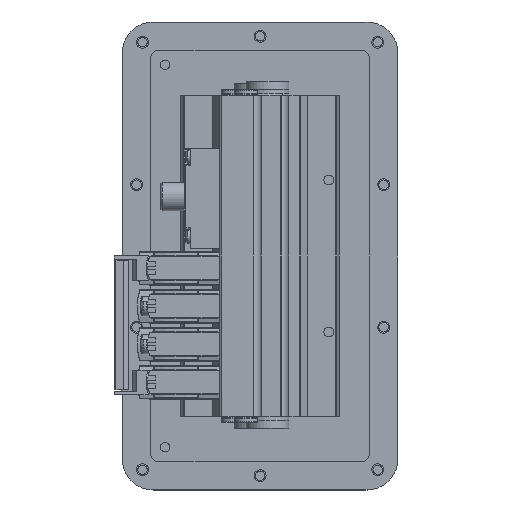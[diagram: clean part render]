
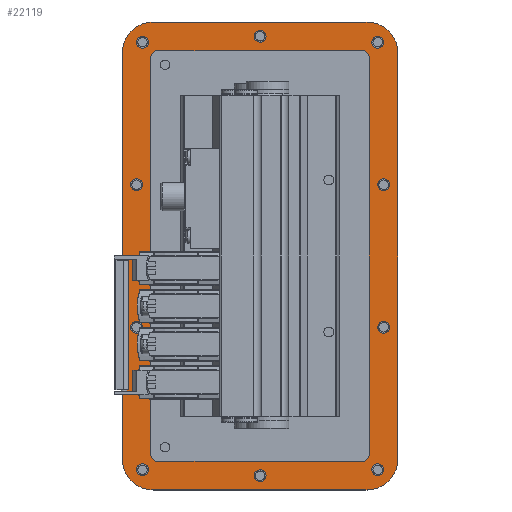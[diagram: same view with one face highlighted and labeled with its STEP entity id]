
A CAD part, left-side view. The second image highlights one B-rep face of the part: STEP entity #22119.
In plain terms, the highlighted face is planar.
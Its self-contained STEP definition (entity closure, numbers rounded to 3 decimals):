
#1254=PLANE('',#24550);
#2944=LINE('',#38309,#4660);
#2948=LINE('',#38321,#4664);
#2951=LINE('',#38332,#4667);
#2954=LINE('',#38341,#4670);
#2958=LINE('',#38354,#4674);
#2961=LINE('',#38360,#4677);
#2962=LINE('',#38364,#4678);
#2963=LINE('',#38368,#4679);
#4660=VECTOR('',#30806,10.);
#4664=VECTOR('',#30818,10.);
#4667=VECTOR('',#30829,10.);
#4670=VECTOR('',#30840,10.);
#4674=VECTOR('',#30852,10.);
#4677=VECTOR('',#30857,10.);
#4678=VECTOR('',#30860,10.);
#4679=VECTOR('',#30863,10.);
#5255=FACE_BOUND('',#8345,.T.);
#5256=FACE_BOUND('',#8346,.T.);
#5257=FACE_BOUND('',#8347,.T.);
#5258=FACE_BOUND('',#8348,.T.);
#5259=FACE_BOUND('',#8349,.T.);
#5260=FACE_BOUND('',#8350,.T.);
#5261=FACE_BOUND('',#8351,.T.);
#5262=FACE_BOUND('',#8352,.T.);
#5263=FACE_BOUND('',#8353,.T.);
#5264=FACE_BOUND('',#8354,.T.);
#5265=FACE_BOUND('',#8355,.T.);
#6533=FACE_OUTER_BOUND('',#8344,.T.);
#8344=EDGE_LOOP('',(#20082,#20083,#20084,#20085,#20086,#20087,#20088,#20089));
#8345=EDGE_LOOP('',(#20090,#20091,#20092,#20093,#20094,#20095,#20096,#20097));
#8346=EDGE_LOOP('',(#20098));
#8347=EDGE_LOOP('',(#20099));
#8348=EDGE_LOOP('',(#20100));
#8349=EDGE_LOOP('',(#20101));
#8350=EDGE_LOOP('',(#20102));
#8351=EDGE_LOOP('',(#20103));
#8352=EDGE_LOOP('',(#20104));
#8353=EDGE_LOOP('',(#20105));
#8354=EDGE_LOOP('',(#20106));
#8355=EDGE_LOOP('',(#20107));
#9491=CIRCLE('',#24532,3.);
#9493=CIRCLE('',#24536,3.);
#9495=CIRCLE('',#24540,3.);
#9497=CIRCLE('',#24544,3.);
#9498=CIRCLE('',#24547,13.);
#9500=CIRCLE('',#24551,13.);
#9501=CIRCLE('',#24552,13.);
#9502=CIRCLE('',#24553,13.);
#9503=CIRCLE('',#24554,2.5);
#9504=CIRCLE('',#24555,2.5);
#9505=CIRCLE('',#24556,2.5);
#9506=CIRCLE('',#24557,2.5);
#9507=CIRCLE('',#24558,2.5);
#9508=CIRCLE('',#24559,2.5);
#9509=CIRCLE('',#24560,2.5);
#9510=CIRCLE('',#24561,2.5);
#9511=CIRCLE('',#24562,2.5);
#9512=CIRCLE('',#24563,2.5);
#11532=VERTEX_POINT('',#38299);
#11533=VERTEX_POINT('',#38301);
#11535=VERTEX_POINT('',#38307);
#11537=VERTEX_POINT('',#38313);
#11539=VERTEX_POINT('',#38319);
#11542=VERTEX_POINT('',#38326);
#11543=VERTEX_POINT('',#38328);
#11545=VERTEX_POINT('',#38337);
#11546=VERTEX_POINT('',#38344);
#11547=VERTEX_POINT('',#38345);
#11550=VERTEX_POINT('',#38353);
#11552=VERTEX_POINT('',#38359);
#11553=VERTEX_POINT('',#38361);
#11554=VERTEX_POINT('',#38363);
#11555=VERTEX_POINT('',#38365);
#11556=VERTEX_POINT('',#38367);
#11557=VERTEX_POINT('',#38370);
#11558=VERTEX_POINT('',#38372);
#11559=VERTEX_POINT('',#38374);
#11560=VERTEX_POINT('',#38376);
#11561=VERTEX_POINT('',#38378);
#11562=VERTEX_POINT('',#38380);
#11563=VERTEX_POINT('',#38382);
#11564=VERTEX_POINT('',#38384);
#11565=VERTEX_POINT('',#38386);
#11566=VERTEX_POINT('',#38388);
#14413=EDGE_CURVE('',#11532,#11533,#9491,.T.);
#14417=EDGE_CURVE('',#11532,#11535,#2944,.T.);
#14420=EDGE_CURVE('',#11537,#11535,#9493,.T.);
#14423=EDGE_CURVE('',#11537,#11539,#2948,.T.);
#14426=EDGE_CURVE('',#11542,#11543,#9495,.T.);
#14428=EDGE_CURVE('',#11542,#11533,#2951,.T.);
#14432=EDGE_CURVE('',#11545,#11539,#9497,.T.);
#14433=EDGE_CURVE('',#11545,#11543,#2954,.T.);
#14435=EDGE_CURVE('',#11546,#11547,#9498,.T.);
#14439=EDGE_CURVE('',#11550,#11547,#2958,.T.);
#14442=EDGE_CURVE('',#11546,#11552,#2961,.T.);
#14443=EDGE_CURVE('',#11553,#11552,#9500,.T.);
#14444=EDGE_CURVE('',#11553,#11554,#2962,.T.);
#14445=EDGE_CURVE('',#11555,#11554,#9501,.T.);
#14446=EDGE_CURVE('',#11555,#11556,#2963,.T.);
#14447=EDGE_CURVE('',#11550,#11556,#9502,.T.);
#14448=EDGE_CURVE('',#11557,#11557,#9503,.T.);
#14449=EDGE_CURVE('',#11558,#11558,#9504,.T.);
#14450=EDGE_CURVE('',#11559,#11559,#9505,.T.);
#14451=EDGE_CURVE('',#11560,#11560,#9506,.T.);
#14452=EDGE_CURVE('',#11561,#11561,#9507,.T.);
#14453=EDGE_CURVE('',#11562,#11562,#9508,.T.);
#14454=EDGE_CURVE('',#11563,#11563,#9509,.T.);
#14455=EDGE_CURVE('',#11564,#11564,#9510,.T.);
#14456=EDGE_CURVE('',#11565,#11565,#9511,.T.);
#14457=EDGE_CURVE('',#11566,#11566,#9512,.T.);
#20082=ORIENTED_EDGE('',*,*,#14435,.F.);
#20083=ORIENTED_EDGE('',*,*,#14442,.T.);
#20084=ORIENTED_EDGE('',*,*,#14443,.F.);
#20085=ORIENTED_EDGE('',*,*,#14444,.T.);
#20086=ORIENTED_EDGE('',*,*,#14445,.F.);
#20087=ORIENTED_EDGE('',*,*,#14446,.T.);
#20088=ORIENTED_EDGE('',*,*,#14447,.F.);
#20089=ORIENTED_EDGE('',*,*,#14439,.T.);
#20090=ORIENTED_EDGE('',*,*,#14417,.T.);
#20091=ORIENTED_EDGE('',*,*,#14420,.F.);
#20092=ORIENTED_EDGE('',*,*,#14423,.T.);
#20093=ORIENTED_EDGE('',*,*,#14432,.F.);
#20094=ORIENTED_EDGE('',*,*,#14433,.T.);
#20095=ORIENTED_EDGE('',*,*,#14426,.F.);
#20096=ORIENTED_EDGE('',*,*,#14428,.T.);
#20097=ORIENTED_EDGE('',*,*,#14413,.F.);
#20098=ORIENTED_EDGE('',*,*,#14448,.T.);
#20099=ORIENTED_EDGE('',*,*,#14449,.T.);
#20100=ORIENTED_EDGE('',*,*,#14450,.T.);
#20101=ORIENTED_EDGE('',*,*,#14451,.T.);
#20102=ORIENTED_EDGE('',*,*,#14452,.T.);
#20103=ORIENTED_EDGE('',*,*,#14453,.T.);
#20104=ORIENTED_EDGE('',*,*,#14454,.T.);
#20105=ORIENTED_EDGE('',*,*,#14455,.T.);
#20106=ORIENTED_EDGE('',*,*,#14456,.T.);
#20107=ORIENTED_EDGE('',*,*,#14457,.T.);
#22119=ADVANCED_FACE('',(#6533,#5255,#5256,#5257,#5258,#5259,#5260,#5261,
#5262,#5263,#5264,#5265),#1254,.T.);
#24532=AXIS2_PLACEMENT_3D('',#38302,#30799,#30800);
#24536=AXIS2_PLACEMENT_3D('',#38315,#30812,#30813);
#24540=AXIS2_PLACEMENT_3D('',#38329,#30824,#30825);
#24544=AXIS2_PLACEMENT_3D('',#38339,#30836,#30837);
#24547=AXIS2_PLACEMENT_3D('',#38346,#30844,#30845);
#24550=AXIS2_PLACEMENT_3D('',#38358,#30855,#30856);
#24551=AXIS2_PLACEMENT_3D('',#38362,#30858,#30859);
#24552=AXIS2_PLACEMENT_3D('',#38366,#30861,#30862);
#24553=AXIS2_PLACEMENT_3D('',#38369,#30864,#30865);
#24554=AXIS2_PLACEMENT_3D('',#38371,#30866,#30867);
#24555=AXIS2_PLACEMENT_3D('',#38373,#30868,#30869);
#24556=AXIS2_PLACEMENT_3D('',#38375,#30870,#30871);
#24557=AXIS2_PLACEMENT_3D('',#38377,#30872,#30873);
#24558=AXIS2_PLACEMENT_3D('',#38379,#30874,#30875);
#24559=AXIS2_PLACEMENT_3D('',#38381,#30876,#30877);
#24560=AXIS2_PLACEMENT_3D('',#38383,#30878,#30879);
#24561=AXIS2_PLACEMENT_3D('',#38385,#30880,#30881);
#24562=AXIS2_PLACEMENT_3D('',#38387,#30882,#30883);
#24563=AXIS2_PLACEMENT_3D('',#38389,#30884,#30885);
#30799=DIRECTION('center_axis',(1.,0.,0.));
#30800=DIRECTION('ref_axis',(0.,-0.707,0.707));
#30806=DIRECTION('',(0.,1.,0.));
#30812=DIRECTION('center_axis',(1.,0.,0.));
#30813=DIRECTION('ref_axis',(0.,0.707,0.707));
#30818=DIRECTION('',(0.,0.,-1.));
#30824=DIRECTION('center_axis',(1.,0.,0.));
#30825=DIRECTION('ref_axis',(0.,-0.707,-0.707));
#30829=DIRECTION('',(0.,0.,1.));
#30836=DIRECTION('center_axis',(1.,0.,0.));
#30837=DIRECTION('ref_axis',(0.,0.707,-0.707));
#30840=DIRECTION('',(0.,-1.,0.));
#30844=DIRECTION('center_axis',(-1.,0.,0.));
#30845=DIRECTION('ref_axis',(0.,0.707,-0.707));
#30852=DIRECTION('',(0.,1.,0.));
#30855=DIRECTION('center_axis',(1.,0.,0.));
#30856=DIRECTION('ref_axis',(0.,0.,-1.));
#30857=DIRECTION('',(0.,0.,1.));
#30858=DIRECTION('center_axis',(-1.,0.,0.));
#30859=DIRECTION('ref_axis',(0.,0.707,0.707));
#30860=DIRECTION('',(0.,-1.,0.));
#30861=DIRECTION('center_axis',(-1.,0.,0.));
#30862=DIRECTION('ref_axis',(0.,-0.707,0.707));
#30863=DIRECTION('',(0.,0.,-1.));
#30864=DIRECTION('center_axis',(-1.,0.,0.));
#30865=DIRECTION('ref_axis',(0.,-0.707,-0.707));
#30866=DIRECTION('center_axis',(-1.,0.,0.));
#30867=DIRECTION('ref_axis',(0.,-1.,0.));
#30868=DIRECTION('center_axis',(-1.,0.,0.));
#30869=DIRECTION('ref_axis',(0.,-1.,0.));
#30870=DIRECTION('center_axis',(-1.,0.,0.));
#30871=DIRECTION('ref_axis',(0.,-1.,0.));
#30872=DIRECTION('center_axis',(-1.,0.,0.));
#30873=DIRECTION('ref_axis',(0.,-1.,0.));
#30874=DIRECTION('center_axis',(-1.,0.,0.));
#30875=DIRECTION('ref_axis',(0.,-1.,0.));
#30876=DIRECTION('center_axis',(-1.,0.,0.));
#30877=DIRECTION('ref_axis',(0.,-1.,0.));
#30878=DIRECTION('center_axis',(-1.,0.,0.));
#30879=DIRECTION('ref_axis',(0.,-1.,0.));
#30880=DIRECTION('center_axis',(-1.,0.,0.));
#30881=DIRECTION('ref_axis',(0.,-1.,0.));
#30882=DIRECTION('center_axis',(-1.,0.,0.));
#30883=DIRECTION('ref_axis',(0.,-1.,0.));
#30884=DIRECTION('center_axis',(-1.,0.,0.));
#30885=DIRECTION('ref_axis',(0.,-1.,0.));
#38299=CARTESIAN_POINT('',(2.,-43.,86.5));
#38301=CARTESIAN_POINT('',(2.,-46.,83.5));
#38302=CARTESIAN_POINT('Origin',(2.,-43.,83.5));
#38307=CARTESIAN_POINT('',(2.,43.,86.5));
#38309=CARTESIAN_POINT('',(2.,23.,86.5));
#38313=CARTESIAN_POINT('',(2.,46.,83.5));
#38315=CARTESIAN_POINT('Origin',(2.,43.,83.5));
#38319=CARTESIAN_POINT('',(2.,46.,-83.5));
#38321=CARTESIAN_POINT('',(2.,46.,-43.25));
#38326=CARTESIAN_POINT('',(2.,-46.,-83.5));
#38328=CARTESIAN_POINT('',(2.,-43.,-86.5));
#38329=CARTESIAN_POINT('Origin',(2.,-43.,-83.5));
#38332=CARTESIAN_POINT('',(2.,-46.,43.25));
#38337=CARTESIAN_POINT('',(2.,43.,-86.5));
#38339=CARTESIAN_POINT('Origin',(2.,43.,-83.5));
#38341=CARTESIAN_POINT('',(2.,-23.,-86.5));
#38344=CARTESIAN_POINT('',(2.,58.,-85.5));
#38345=CARTESIAN_POINT('',(2.,45.,-98.5));
#38346=CARTESIAN_POINT('Origin',(2.,45.,-85.5));
#38353=CARTESIAN_POINT('',(2.,-45.,-98.5));
#38354=CARTESIAN_POINT('',(2.,-58.,-98.5));
#38358=CARTESIAN_POINT('Origin',(2.,0.,0.));
#38359=CARTESIAN_POINT('',(2.,58.,85.5));
#38360=CARTESIAN_POINT('',(2.,58.,-98.5));
#38361=CARTESIAN_POINT('',(2.,45.,98.5));
#38362=CARTESIAN_POINT('Origin',(2.,45.,85.5));
#38363=CARTESIAN_POINT('',(2.,-45.,98.5));
#38364=CARTESIAN_POINT('',(2.,58.,98.5));
#38365=CARTESIAN_POINT('',(2.,-58.,85.5));
#38366=CARTESIAN_POINT('Origin',(2.,-45.,85.5));
#38367=CARTESIAN_POINT('',(2.,-58.,-85.5));
#38368=CARTESIAN_POINT('',(2.,-58.,98.5));
#38369=CARTESIAN_POINT('Origin',(2.,-45.,-85.5));
#38370=CARTESIAN_POINT('',(2.,2.5,92.5));
#38371=CARTESIAN_POINT('Origin',(2.,0.,92.5));
#38372=CARTESIAN_POINT('',(2.,2.5,-92.5));
#38373=CARTESIAN_POINT('Origin',(2.,0.,-92.5));
#38374=CARTESIAN_POINT('',(2.,54.5,30.));
#38375=CARTESIAN_POINT('Origin',(2.,52.,30.));
#38376=CARTESIAN_POINT('',(2.,54.5,-30.));
#38377=CARTESIAN_POINT('Origin',(2.,52.,-30.));
#38378=CARTESIAN_POINT('',(2.,-49.5,30.));
#38379=CARTESIAN_POINT('Origin',(2.,-52.,30.));
#38380=CARTESIAN_POINT('',(2.,-49.5,-30.));
#38381=CARTESIAN_POINT('Origin',(2.,-52.,-30.));
#38382=CARTESIAN_POINT('',(2.,-47.,-90.));
#38383=CARTESIAN_POINT('Origin',(2.,-49.5,-90.));
#38384=CARTESIAN_POINT('',(2.,52.,-90.));
#38385=CARTESIAN_POINT('Origin',(2.,49.5,-90.));
#38386=CARTESIAN_POINT('',(2.,-47.,90.));
#38387=CARTESIAN_POINT('Origin',(2.,-49.5,90.));
#38388=CARTESIAN_POINT('',(2.,52.,90.));
#38389=CARTESIAN_POINT('Origin',(2.,49.5,90.));
